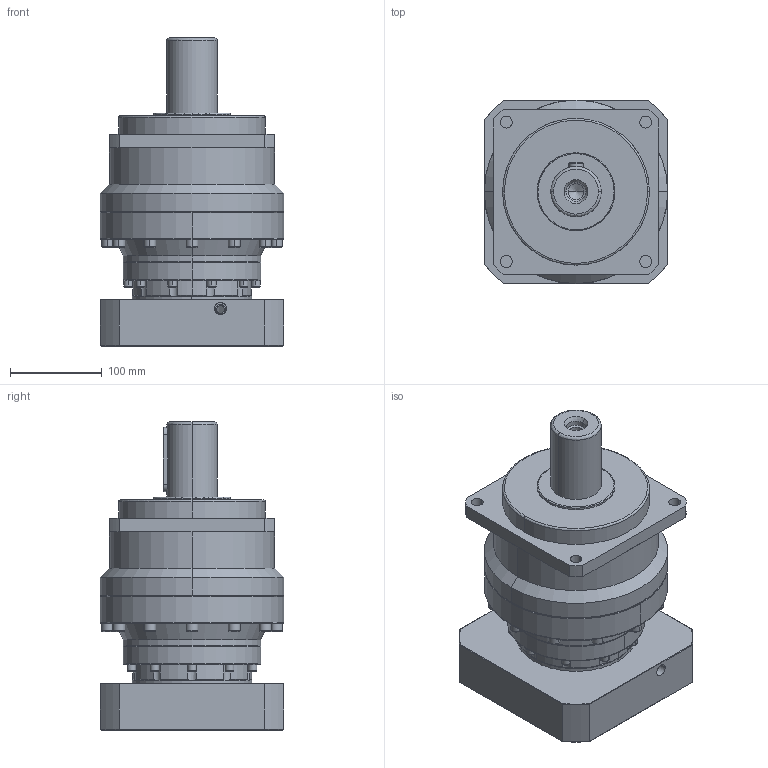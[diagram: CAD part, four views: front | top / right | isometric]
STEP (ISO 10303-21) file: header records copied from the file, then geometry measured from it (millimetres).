
FILE_DESCRIPTION (( 'STEP AP214' ), '1' );
FILE_NAME ('PB180-L2-42-180-215M12.STEP', '2022-11-24T02:00:39', ( 'admin' ), ( '' ), 'SwSTEP 2.0', 'SolidWorks 2013', '' );
FILE_SCHEMA (( 'AUTOMOTIVE_DESIGN' ));
Length unit declared in the file: millimetre
Products named in the file (4): PB142_X2_8F9351656CD55170_X0_-180-215M12; PB180_X2_8F9351FA7AEF_X0_2; PE200_X2_4E007EA78F9351657AEF_X0_-35; PB180-L2-42-180-215M12
Assembly tree (3 placements, depth 2):
  PB180-L2-42-180-215M12
    PE200_X2_4E007EA78F9351657AEF_X0_-35
    PB180_X2_8F9351FA7AEF_X0_2
    PB142_X2_8F9351656CD55170_X0_-180-215M12
Bounding box: 200 x 200 x 336 mm (x, y, z)
Volume: 6366302.5 mm3; surface area: 437974.7 mm2
Topology: 3 solids, 3 shells, 630 faces, 1543 edges, 946 vertices
Faces by surface type: plane 236, cylinder 211, cone 122, bspline 61
Entity records: 27549 total; most frequent: CARTESIAN_POINT 5963, DIRECTION 3048, ORIENTED_EDGE 2994, EDGE_CURVE 1497, AXIS2_PLACEMENT_3D 1133, VERTEX_POINT 946, LINE 782, VECTOR 782
